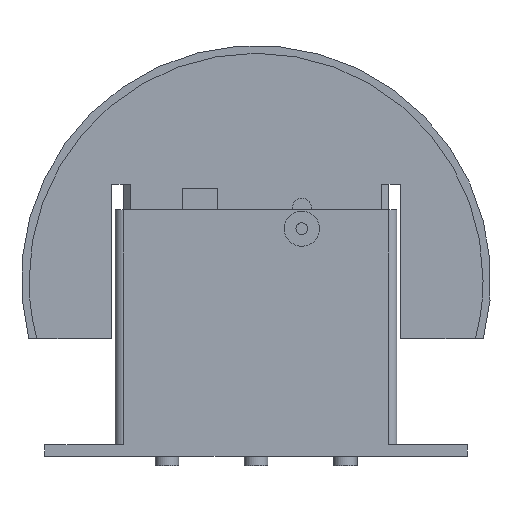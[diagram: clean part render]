
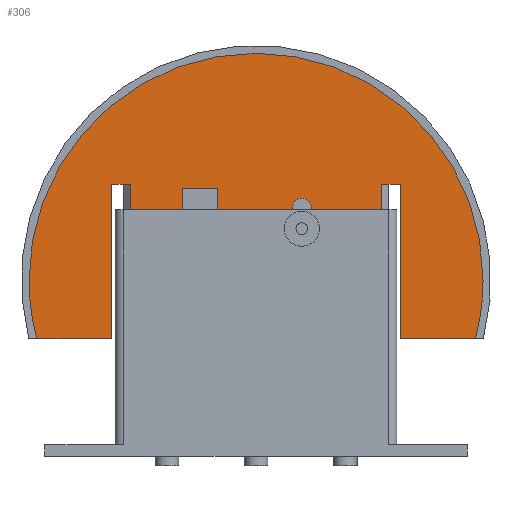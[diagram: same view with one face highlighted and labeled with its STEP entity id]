
A CAD part, front view. The second image highlights one B-rep face of the part: STEP entity #306.
In plain terms, the highlighted planar face has unit normal (0, -1, 0).
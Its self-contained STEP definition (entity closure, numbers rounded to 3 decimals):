
#306=ADVANCED_FACE('',(#650,#651,#652),#653,.F.);
#650=FACE_OUTER_BOUND('',#1032,.T.);
#651=FACE_BOUND('',#1033,.T.);
#652=FACE_BOUND('',#1034,.T.);
#653=PLANE('',#1035);
#1032=EDGE_LOOP('',(#1805,#1806,#1807,#1808,#1809,#1810,#1811,#1812,#1813,#1814,#1815,#1816));
#1033=EDGE_LOOP('',(#1817,#1818,#1819,#1820));
#1034=EDGE_LOOP('',(#1821,#1822,#1823,#1824));
#1035=AXIS2_PLACEMENT_3D('',#1825,#1826,#1827);
#1805=ORIENTED_EDGE('',*,*,#2418,.T.);
#1806=ORIENTED_EDGE('',*,*,#2416,.T.);
#1807=ORIENTED_EDGE('',*,*,#2419,.T.);
#1808=ORIENTED_EDGE('',*,*,#2420,.T.);
#1809=ORIENTED_EDGE('',*,*,#2421,.T.);
#1810=ORIENTED_EDGE('',*,*,#2422,.T.);
#1811=ORIENTED_EDGE('',*,*,#2423,.T.);
#1812=ORIENTED_EDGE('',*,*,#2338,.T.);
#1813=ORIENTED_EDGE('',*,*,#2424,.T.);
#1814=ORIENTED_EDGE('',*,*,#2345,.T.);
#1815=ORIENTED_EDGE('',*,*,#2425,.T.);
#1816=ORIENTED_EDGE('',*,*,#2426,.T.);
#1817=ORIENTED_EDGE('',*,*,#2365,.T.);
#1818=ORIENTED_EDGE('',*,*,#2427,.T.);
#1819=ORIENTED_EDGE('',*,*,#2370,.T.);
#1820=ORIENTED_EDGE('',*,*,#2428,.T.);
#1821=ORIENTED_EDGE('',*,*,#2429,.T.);
#1822=ORIENTED_EDGE('',*,*,#2430,.T.);
#1823=ORIENTED_EDGE('',*,*,#2431,.T.);
#1824=ORIENTED_EDGE('',*,*,#2432,.T.);
#1825=CARTESIAN_POINT('',(0.,-16.5,96.024));
#1826=DIRECTION('',(0.0,1.0,0.0));
#1827=DIRECTION('',(-1.0,0.0,0.0));
#2338=EDGE_CURVE('',#2817,#2814,#2818,.T.);
#2345=EDGE_CURVE('',#2824,#2828,#2830,.T.);
#2365=EDGE_CURVE('',#2860,#2864,#2866,.T.);
#2370=EDGE_CURVE('',#2869,#2873,#2875,.T.);
#2416=EDGE_CURVE('',#2944,#2948,#2950,.T.);
#2418=EDGE_CURVE('',#2952,#2944,#2953,.T.);
#2419=EDGE_CURVE('',#2948,#2954,#2955,.T.);
#2420=EDGE_CURVE('',#2954,#2956,#2957,.T.);
#2421=EDGE_CURVE('',#2956,#2958,#2959,.T.);
#2422=EDGE_CURVE('',#2958,#2960,#2961,.T.);
#2423=EDGE_CURVE('',#2960,#2817,#2962,.T.);
#2424=EDGE_CURVE('',#2814,#2824,#2963,.T.);
#2425=EDGE_CURVE('',#2828,#2964,#2965,.T.);
#2426=EDGE_CURVE('',#2964,#2952,#2966,.T.);
#2427=EDGE_CURVE('',#2864,#2869,#2967,.T.);
#2428=EDGE_CURVE('',#2873,#2860,#2968,.T.);
#2429=EDGE_CURVE('',#2969,#2970,#2971,.T.);
#2430=EDGE_CURVE('',#2970,#2972,#2973,.T.);
#2431=EDGE_CURVE('',#2972,#2974,#2975,.T.);
#2432=EDGE_CURVE('',#2974,#2969,#2976,.T.);
#2814=VERTEX_POINT('',#3468);
#2817=VERTEX_POINT('',#3472);
#2818=CIRCLE('',#3473,96.7);
#2824=VERTEX_POINT('',#3480);
#2828=VERTEX_POINT('',#3485);
#2830=CIRCLE('',#3488,96.7);
#2860=VERTEX_POINT('',#3524);
#2864=VERTEX_POINT('',#3529);
#2866=CIRCLE('',#3532,4.0);
#2869=VERTEX_POINT('',#3535);
#2873=VERTEX_POINT('',#3540);
#2875=CIRCLE('',#3543,4.0);
#2944=VERTEX_POINT('',#3634);
#2948=VERTEX_POINT('',#3640);
#2950=LINE('',#3643,#3644);
#2952=VERTEX_POINT('',#3646);
#2953=LINE('',#3647,#3648);
#2954=VERTEX_POINT('',#3649);
#2955=LINE('',#3650,#3651);
#2956=VERTEX_POINT('',#3652);
#2957=LINE('',#3653,#3654);
#2958=VERTEX_POINT('',#3655);
#2959=LINE('',#3656,#3657);
#2960=VERTEX_POINT('',#3658);
#2961=LINE('',#3659,#3660);
#2962=LINE('',#3661,#3662);
#2963=CIRCLE('',#3663,96.7);
#2964=VERTEX_POINT('',#3664);
#2965=LINE('',#3665,#3666);
#2966=LINE('',#3667,#3668);
#2967=LINE('',#3669,#3670);
#2968=LINE('',#3671,#3672);
#2969=VERTEX_POINT('',#3673);
#2970=VERTEX_POINT('',#3674);
#2971=LINE('',#3675,#3676);
#2972=VERTEX_POINT('',#3677);
#2973=LINE('',#3678,#3679);
#2974=VERTEX_POINT('',#3680);
#2975=LINE('',#3681,#3682);
#2976=LINE('',#3683,#3684);
#3468=CARTESIAN_POINT('',(96.7,-16.5,75.0));
#3472=CARTESIAN_POINT('',(93.412,-16.5,50.0));
#3473=AXIS2_PLACEMENT_3D('',#4055,#4056,#4057);
#3480=CARTESIAN_POINT('',(-96.7,-16.5,75.0));
#3485=CARTESIAN_POINT('',(-93.412,-16.5,50.0));
#3488=AXIS2_PLACEMENT_3D('',#4067,#4068,#4069);
#3524=CARTESIAN_POINT('',(15.5,-16.5,106.));
#3529=CARTESIAN_POINT('',(23.5,-16.5,106.));
#3532=AXIS2_PLACEMENT_3D('',#4099,#4100,#4101);
#3535=CARTESIAN_POINT('',(23.5,-16.5,48.));
#3540=CARTESIAN_POINT('',(15.5,-16.5,48.));
#3543=AXIS2_PLACEMENT_3D('',#4107,#4108,#4109);
#3634=CARTESIAN_POINT('',(-53.5,-16.5,116.0));
#3640=CARTESIAN_POINT('',(-53.5,-16.5,15.0));
#3643=CARTESIAN_POINT('',(-53.5,-16.5,55.512));
#3644=VECTOR('',#4162,1.0);
#3646=CARTESIAN_POINT('',(-61.5,-16.5,116.0));
#3647=CARTESIAN_POINT('',(0.,-16.5,116.0));
#3648=VECTOR('',#4163,1.0);
#3649=CARTESIAN_POINT('',(53.5,-16.5,15.0));
#3650=CARTESIAN_POINT('',(0.0,-16.5,15.0));
#3651=VECTOR('',#4164,1.0);
#3652=CARTESIAN_POINT('',(53.5,-16.5,116.0));
#3653=CARTESIAN_POINT('',(53.5,-16.5,55.512));
#3654=VECTOR('',#4165,1.0);
#3655=CARTESIAN_POINT('',(61.5,-16.5,116.0));
#3656=CARTESIAN_POINT('',(0.,-16.5,116.0));
#3657=VECTOR('',#4166,1.0);
#3658=CARTESIAN_POINT('',(61.5,-16.5,50.0));
#3659=CARTESIAN_POINT('',(61.5,-16.5,80.762));
#3660=VECTOR('',#4167,1.0);
#3661=CARTESIAN_POINT('',(0.0,-16.5,50.0));
#3662=VECTOR('',#4168,1.0);
#3663=AXIS2_PLACEMENT_3D('',#4169,#4170,#4171);
#3664=CARTESIAN_POINT('',(-61.5,-16.5,50.0));
#3665=CARTESIAN_POINT('',(0.0,-16.5,50.0));
#3666=VECTOR('',#4172,1.0);
#3667=CARTESIAN_POINT('',(-61.5,-16.5,80.762));
#3668=VECTOR('',#4173,1.0);
#3669=CARTESIAN_POINT('',(23.5,-16.5,86.512));
#3670=VECTOR('',#4174,1.0);
#3671=CARTESIAN_POINT('',(15.5,-16.5,93.762));
#3672=VECTOR('',#4175,1.0);
#3673=CARTESIAN_POINT('',(-16.5,-16.5,52.));
#3674=CARTESIAN_POINT('',(-31.501,-16.5,52.));
#3675=CARTESIAN_POINT('',(-12.,-16.5,52.));
#3676=VECTOR('',#4176,1.0);
#3677=CARTESIAN_POINT('',(-31.501,-16.5,114.001));
#3678=CARTESIAN_POINT('',(-31.501,-16.5,89.512));
#3679=VECTOR('',#4177,1.0);
#3680=CARTESIAN_POINT('',(-16.5,-16.5,114.001));
#3681=CARTESIAN_POINT('',(-12.,-16.5,114.001));
#3682=VECTOR('',#4178,1.0);
#3683=CARTESIAN_POINT('',(-16.5,-16.5,89.512));
#3684=VECTOR('',#4179,1.0);
#4055=CARTESIAN_POINT('',(0.0,-16.5,75.0));
#4056=DIRECTION('',(-0.0,-1.0,-0.0));
#4057=DIRECTION('',(-1.0,0.0,0.0));
#4067=CARTESIAN_POINT('',(0.0,-16.5,75.0));
#4068=DIRECTION('',(-0.0,-1.0,-0.0));
#4069=DIRECTION('',(-1.0,0.0,0.0));
#4099=CARTESIAN_POINT('',(19.5,-16.5,106.));
#4100=DIRECTION('',(0.0,1.0,0.0));
#4101=DIRECTION('',(1.,0.0,0.));
#4107=CARTESIAN_POINT('',(19.5,-16.5,48.));
#4108=DIRECTION('',(0.0,1.0,0.0));
#4109=DIRECTION('',(-1.,-0.0,0.));
#4162=DIRECTION('',(0.0,0.0,-1.0));
#4163=DIRECTION('',(1.0,-0.0,0.0));
#4164=DIRECTION('',(1.0,0.0,0.0));
#4165=DIRECTION('',(0.0,-0.0,1.0));
#4166=DIRECTION('',(1.0,-0.0,0.0));
#4167=DIRECTION('',(0.0,0.0,-1.0));
#4168=DIRECTION('',(1.0,0.0,0.0));
#4169=CARTESIAN_POINT('',(0.0,-16.5,75.0));
#4170=DIRECTION('',(-0.0,-1.0,-0.0));
#4171=DIRECTION('',(-1.0,0.0,0.0));
#4172=DIRECTION('',(1.0,0.0,0.0));
#4173=DIRECTION('',(0.0,0.0,1.0));
#4174=DIRECTION('',(0.0,0.0,-1.0));
#4175=DIRECTION('',(0.0,-0.0,1.0));
#4176=DIRECTION('',(-1.0,0.0,0.0));
#4177=DIRECTION('',(0.0,0.0,1.0));
#4178=DIRECTION('',(1.0,0.0,0.0));
#4179=DIRECTION('',(0.0,0.0,-1.0));
